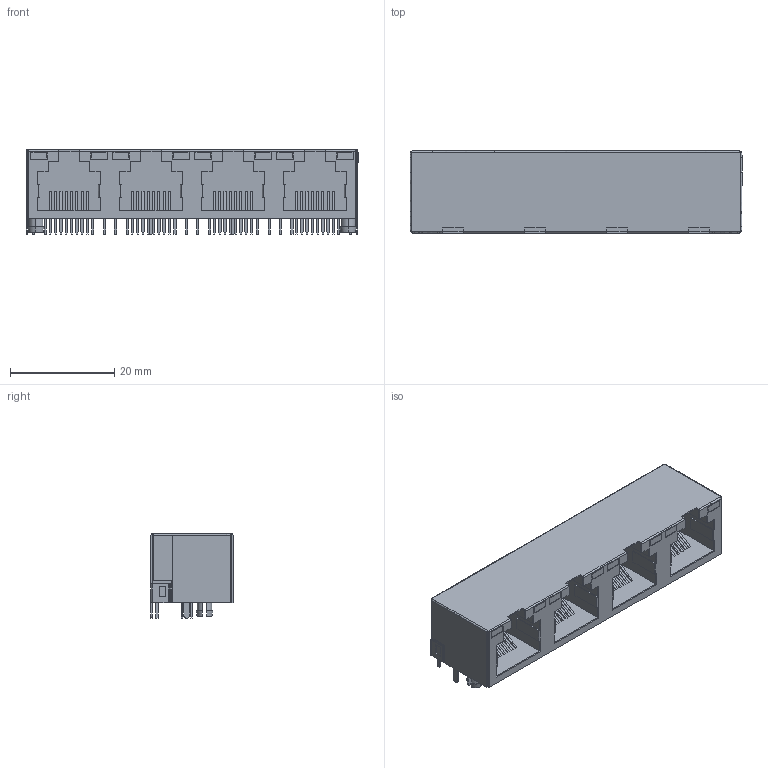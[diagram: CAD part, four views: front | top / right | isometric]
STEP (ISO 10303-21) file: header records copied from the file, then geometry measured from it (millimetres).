
FILE_DESCRIPTION(('Open CASCADE Model'),'2;1');
FILE_NAME('Open CASCADE Shape Model','2025-06-10T20:44:18',('Author'),( 'Open CASCADE'),'Open CASCADE STEP processor 7.9','Open CASCADE 7.9' ,'Unknown');
FILE_SCHEMA(('AUTOMOTIVE_DESIGN { 1 0 10303 214 1 1 1 1 }'));
Length unit declared in the file: millimetre
Products named in the file (1): COMPOUND
Bounding box: 63.76 x 15.75 x 16.2 mm (x, y, z)
Volume: 8637 mm3; surface area: 11622.8 mm2
Topology: 2 solids, 2 shells, 1108 faces, 2979 edges, 1954 vertices
Faces by surface type: bspline 1108
Entity records: 39789 total; most frequent: CARTESIAN_POINT 13585, ORIENTED_EDGE 5958, EDGE_CURVE 2979, B_SPLINE_CURVE_WITH_KNOTS 2867, VERTEX_POINT 1954, FACE_BOUND 1263, EDGE_LOOP 1263, ADVANCED_FACE 1108
